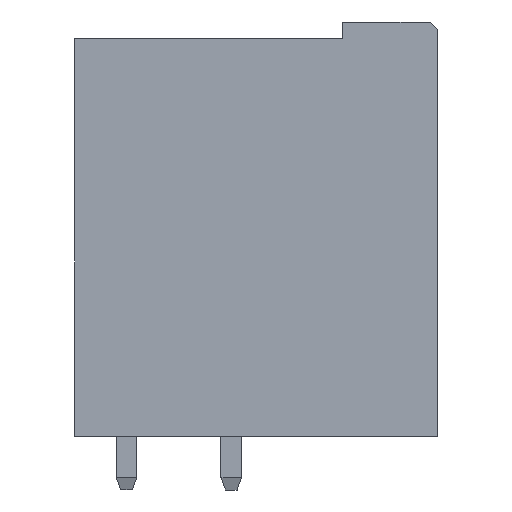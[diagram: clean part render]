
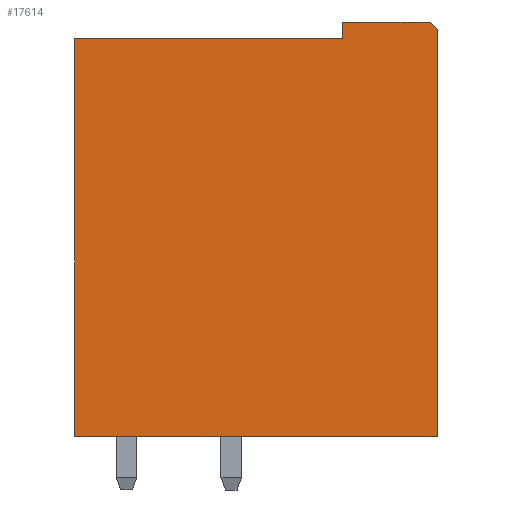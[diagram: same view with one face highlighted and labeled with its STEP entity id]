
A CAD part, left-side view. The second image highlights one B-rep face of the part: STEP entity #17614.
In plain terms, the highlighted planar face has unit normal (-1, 0, 0).
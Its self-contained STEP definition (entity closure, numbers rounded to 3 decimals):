
#1707 = CARTESIAN_POINT ( 'NONE',  ( -21.22, -8.8, -10.05 ) ) ;
#3059 = VERTEX_POINT ( 'NONE', #19034 ) ;
#3599 = AXIS2_PLACEMENT_3D ( 'NONE', #1707, #19807, #5146 ) ;
#4008 = VECTOR ( 'NONE', #28258, 1000. ) ;
#4313 = VERTEX_POINT ( 'NONE', #8211 ) ;
#5008 = VECTOR ( 'NONE', #39431, 1000. ) ;
#5146 = DIRECTION ( 'NONE',  ( 0., -1., 0. ) ) ;
#5803 = VECTOR ( 'NONE', #26943, 1000. ) ;
#6042 = DIRECTION ( 'NONE',  ( 0., 0., 1. ) ) ;
#6512 = ORIENTED_EDGE ( 'NONE', *, *, #27972, .F. ) ;
#6727 = LINE ( 'NONE', #18962, #29900 ) ;
#6756 = ORIENTED_EDGE ( 'NONE', *, *, #35103, .T. ) ;
#7029 = EDGE_CURVE ( 'NONE', #3059, #17445, #16935, .T. ) ;
#8211 = CARTESIAN_POINT ( 'NONE',  ( -21.22, -8.8, 9.7 ) ) ;
#8292 = VECTOR ( 'NONE', #6042, 1000. ) ;
#9326 = ORIENTED_EDGE ( 'NONE', *, *, #17728, .T. ) ;
#9655 = CARTESIAN_POINT ( 'NONE',  ( -21.22, -4.2, 10.05 ) ) ;
#9964 = VERTEX_POINT ( 'NONE', #37117 ) ;
#10537 = LINE ( 'NONE', #22758, #5803 ) ;
#12271 = EDGE_LOOP ( 'NONE', ( #27979, #9326, #18963, #6512, #28786, #6756, #29220 ) ) ;
#12875 = FACE_OUTER_BOUND ( 'NONE', #12271, .T. ) ;
#13270 = DIRECTION ( 'NONE',  ( 0., 1., 0. ) ) ;
#16154 = CARTESIAN_POINT ( 'NONE',  ( -21.22, -8.45, 10.05 ) ) ;
#16676 = LINE ( 'NONE', #38199, #33532 ) ;
#16935 = LINE ( 'NONE', #29192, #28408 ) ;
#17262 = VERTEX_POINT ( 'NONE', #29576 ) ;
#17445 = VERTEX_POINT ( 'NONE', #22317 ) ;
#17614 = ADVANCED_FACE ( 'NONE', ( #12875 ), #25074, .F. ) ;
#17728 = EDGE_CURVE ( 'NONE', #4313, #22208, #6727, .T. ) ;
#18962 = CARTESIAN_POINT ( 'NONE',  ( -21.22, -8.8, 9.7 ) ) ;
#18963 = ORIENTED_EDGE ( 'NONE', *, *, #34841, .T. ) ;
#19034 = CARTESIAN_POINT ( 'NONE',  ( -21.22, 8.8, 9.25 ) ) ;
#19807 = DIRECTION ( 'NONE',  ( 1., 0., 0. ) ) ;
#22208 = VERTEX_POINT ( 'NONE', #16154 ) ;
#22317 = CARTESIAN_POINT ( 'NONE',  ( -21.22, -4.2, 9.25 ) ) ;
#22758 = CARTESIAN_POINT ( 'NONE',  ( -21.22, -8.8, -10.05 ) ) ;
#24091 = LINE ( 'NONE', #27102, #5008 ) ;
#25074 = PLANE ( 'NONE',  #3599 ) ;
#26504 = EDGE_CURVE ( 'NONE', #34333, #9964, #24091, .T. ) ;
#26738 = DIRECTION ( 'NONE',  ( 0., -1., 0. ) ) ;
#26943 = DIRECTION ( 'NONE',  ( 0., 0., -1. ) ) ;
#27102 = CARTESIAN_POINT ( 'NONE',  ( -21.22, -8.8, -10.05 ) ) ;
#27972 = EDGE_CURVE ( 'NONE', #17445, #17262, #37189, .T. ) ;
#27979 = ORIENTED_EDGE ( 'NONE', *, *, #28712, .F. ) ;
#28258 = DIRECTION ( 'NONE',  ( 0., 0., -1. ) ) ;
#28408 = VECTOR ( 'NONE', #26738, 1000. ) ;
#28712 = EDGE_CURVE ( 'NONE', #4313, #34333, #10537, .T. ) ;
#28786 = ORIENTED_EDGE ( 'NONE', *, *, #7029, .F. ) ;
#29192 = CARTESIAN_POINT ( 'NONE',  ( -21.22, 8.8, 9.25 ) ) ;
#29220 = ORIENTED_EDGE ( 'NONE', *, *, #26504, .F. ) ;
#29576 = CARTESIAN_POINT ( 'NONE',  ( -21.22, -4.2, 10.05 ) ) ;
#29900 = VECTOR ( 'NONE', #31222, 1000. ) ;
#31222 = DIRECTION ( 'NONE',  ( 0., 0.707, 0.707 ) ) ;
#31684 = CARTESIAN_POINT ( 'NONE',  ( -21.22, 8.8, -10.05 ) ) ;
#33532 = VECTOR ( 'NONE', #13270, 1000. ) ;
#34082 = LINE ( 'NONE', #31684, #4008 ) ;
#34333 = VERTEX_POINT ( 'NONE', #35874 ) ;
#34841 = EDGE_CURVE ( 'NONE', #22208, #17262, #16676, .T. ) ;
#35103 = EDGE_CURVE ( 'NONE', #3059, #9964, #34082, .T. ) ;
#35874 = CARTESIAN_POINT ( 'NONE',  ( -21.22, -8.8, -10.05 ) ) ;
#37117 = CARTESIAN_POINT ( 'NONE',  ( -21.22, 8.8, -10.05 ) ) ;
#37189 = LINE ( 'NONE', #9655, #8292 ) ;
#38199 = CARTESIAN_POINT ( 'NONE',  ( -21.22, -8.8, 10.05 ) ) ;
#39431 = DIRECTION ( 'NONE',  ( 0., 1., 0. ) ) ;
